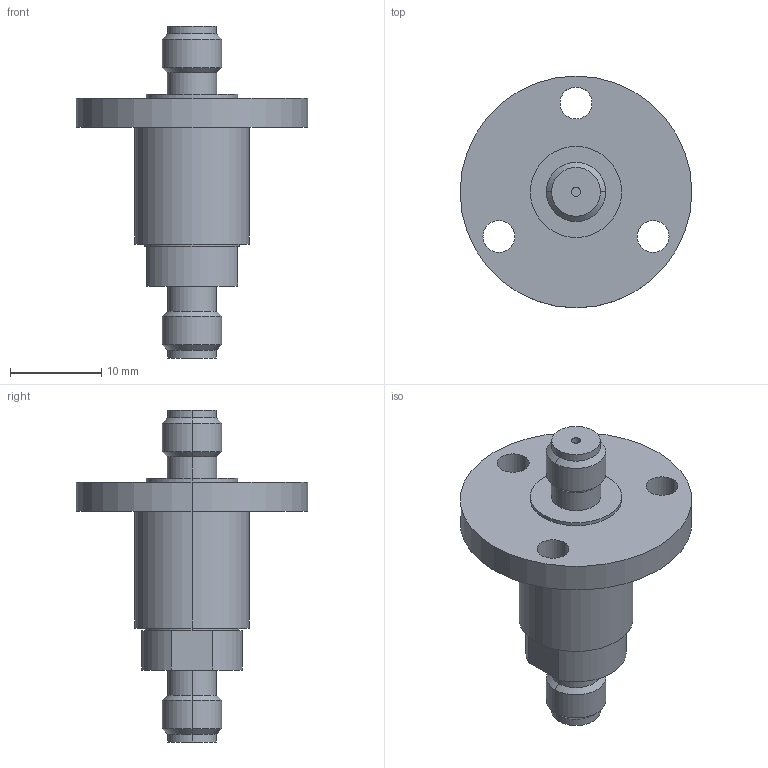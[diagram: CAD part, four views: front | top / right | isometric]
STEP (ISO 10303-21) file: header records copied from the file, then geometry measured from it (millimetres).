
FILE_DESCRIPTION (( 'STEP AP203' ), '1' );
FILE_NAME ('MHF100-SMA-30G.STEP', '2020-07-25T06:04:01', ( 'gongcheng1' ), ( '' ), 'SwSTEP 2.0', 'SolidWorks 2014', '' );
FILE_SCHEMA (( 'CONFIG_CONTROL_DESIGN' ));
Length unit declared in the file: millimetre
Products named in the file (1): MHF100-SMA-30G
Bounding box: 25.4 x 25.4 x 36.39 mm (x, y, z)
Volume: 3968 mm3; surface area: 2344.4 mm2
Topology: 1 solids, 1 shells, 55 faces, 118 edges, 72 vertices
Faces by surface type: cylinder 32, plane 15, cone 8
Entity records: 1589 total; most frequent: DIRECTION 298, CARTESIAN_POINT 246, ORIENTED_EDGE 236, AXIS2_PLACEMENT_3D 124, EDGE_CURVE 118, VERTEX_POINT 72, EDGE_LOOP 68, CIRCLE 68
